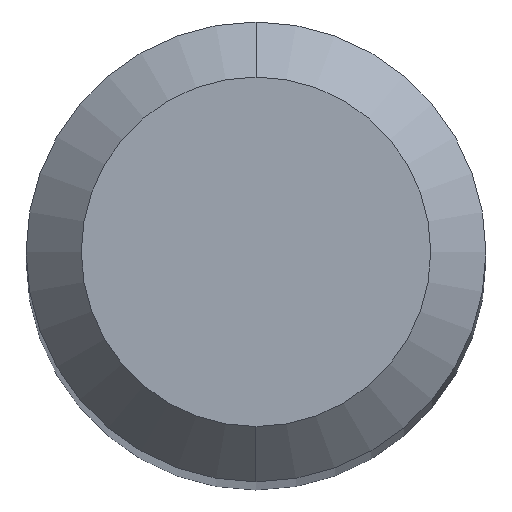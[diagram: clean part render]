
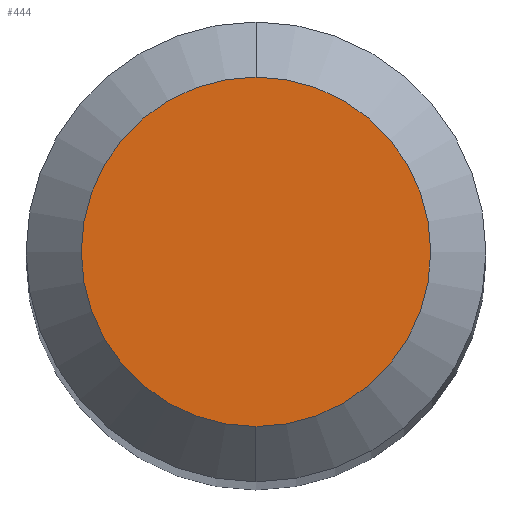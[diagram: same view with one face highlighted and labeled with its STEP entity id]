
A CAD part, top view. The second image highlights one B-rep face of the part: STEP entity #444.
In plain terms, the highlighted planar face has unit normal (0, 0, 1).
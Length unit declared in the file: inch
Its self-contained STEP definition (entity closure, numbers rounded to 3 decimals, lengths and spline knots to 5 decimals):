
#10 = CARTESIAN_POINT ( 'NONE',  ( 0., 0.0475, 0. ) ) ;
#15 = CIRCLE ( 'NONE', #255, 0.0475 ) ;
#88 = DIRECTION ( 'NONE',  ( 0., 0., -1. ) ) ;
#98 = CARTESIAN_POINT ( 'NONE',  ( 0., 0.0475, 0. ) ) ;
#105 = VERTEX_POINT ( 'NONE', #10 ) ;
#130 = EDGE_CURVE ( 'NONE', #105, #434, #189, .T. ) ;
#141 = EDGE_LOOP ( 'NONE', ( #227, #387 ) ) ;
#189 = CIRCLE ( 'NONE', #327, 0.0475 ) ;
#200 = DIRECTION ( 'NONE',  ( 0., 0., 1. ) ) ;
#218 = PLANE ( 'NONE',  #367 ) ;
#227 = ORIENTED_EDGE ( 'NONE', *, *, #130, .T. ) ;
#255 = AXIS2_PLACEMENT_3D ( 'NONE', #291, #498, #333 ) ;
#291 = CARTESIAN_POINT ( 'NONE',  ( 0., 0., 0. ) ) ;
#294 = DIRECTION ( 'NONE',  ( 0., 1., 0. ) ) ;
#297 = FACE_OUTER_BOUND ( 'NONE', #141, .T. ) ;
#327 = AXIS2_PLACEMENT_3D ( 'NONE', #489, #200, #457 ) ;
#333 = DIRECTION ( 'NONE',  ( 0., -1., 0. ) ) ;
#367 = AXIS2_PLACEMENT_3D ( 'NONE', #98, #88, #294 ) ;
#387 = ORIENTED_EDGE ( 'NONE', *, *, #439, .T. ) ;
#434 = VERTEX_POINT ( 'NONE', #469 ) ;
#439 = EDGE_CURVE ( 'NONE', #434, #105, #15, .T. ) ;
#444 = ADVANCED_FACE ( 'NONE', ( #297 ), #218, .F. ) ;
#457 = DIRECTION ( 'NONE',  ( 0., -1., 0. ) ) ;
#469 = CARTESIAN_POINT ( 'NONE',  ( 0., -0.0475, 0. ) ) ;
#489 = CARTESIAN_POINT ( 'NONE',  ( 0., 0., 0. ) ) ;
#498 = DIRECTION ( 'NONE',  ( 0., 0., 1. ) ) ;
